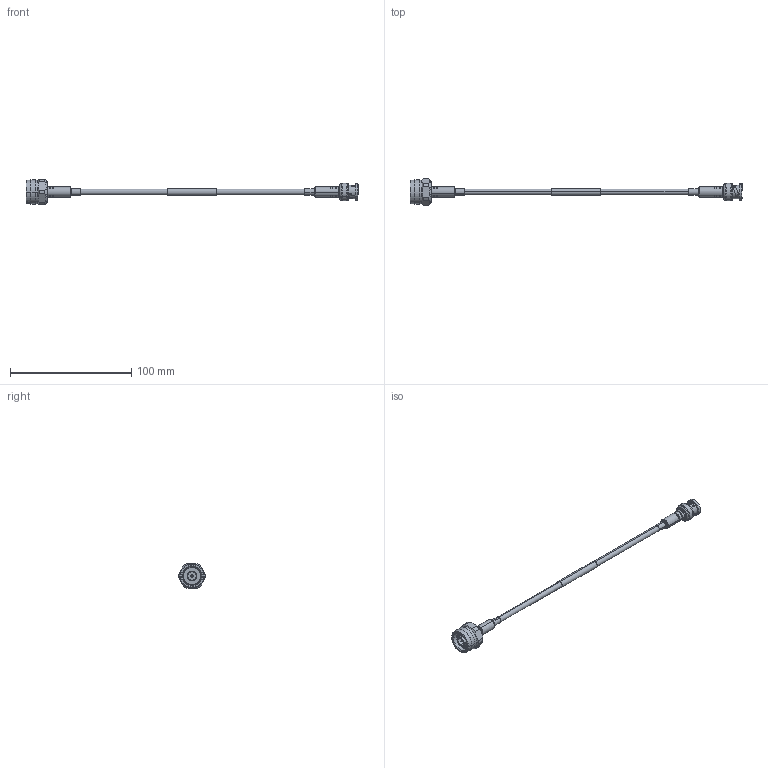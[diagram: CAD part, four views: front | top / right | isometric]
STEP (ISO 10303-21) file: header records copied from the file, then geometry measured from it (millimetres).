
FILE_DESCRIPTION (( 'STEP AP214' ), '1' );
FILE_NAME ('FMC00531_3D.step', '2023-02-23T03:18:30', ( '' ), ( '' ), 'SwSTEP 2.0', 'SolidWorks 2022', '' );
FILE_SCHEMA (( 'AUTOMOTIVE_DESIGN' ));
Length unit declared in the file: inch
Products named in the file (7): TC-200-BM-X^FMC00531; Copy of TC-200-BM-X_ferrule^TC-200-BM-X_FMC00531; Copy of TC-200-BM-X_body^TC-200-BM-X_FMC00531_with flange; LMR-200^FMC00531; EZ-195-NMH-X^FMC00531; heat shrink conn 1^FMC00531_conn 1; FMC00531_3D
Assembly tree (7 placements, depth 3):
  FMC00531_3D
    LMR-200^FMC00531
    EZ-195-NMH-X^FMC00531
    heat shrink conn 1^FMC00531_conn 1  x2
    TC-200-BM-X^FMC00531
      Copy of TC-200-BM-X_body^TC-200-BM-X_FMC00531_with flange
      Copy of TC-200-BM-X_ferrule^TC-200-BM-X_FMC00531
Bounding box: 274.26 x 22.24 x 20.62 mm (x, y, z)
Volume: 10622.9 mm3; surface area: 13830.9 mm2
Topology: 8 solids, 9 shells, 483 faces, 1171 edges, 734 vertices
Faces by surface type: plane 160, cylinder 158, cone 81, bspline 62, torus 20, sphere 2
Entity records: 19466 total; most frequent: CARTESIAN_POINT 7960, ORIENTED_EDGE 2250, DIRECTION 2081, EDGE_CURVE 1125, AXIS2_PLACEMENT_3D 827, VERTEX_POINT 710, EDGE_LOOP 503, ADVANCED_FACE 461
